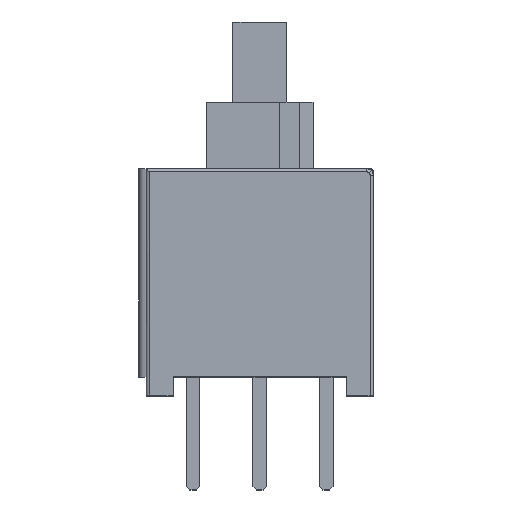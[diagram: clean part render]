
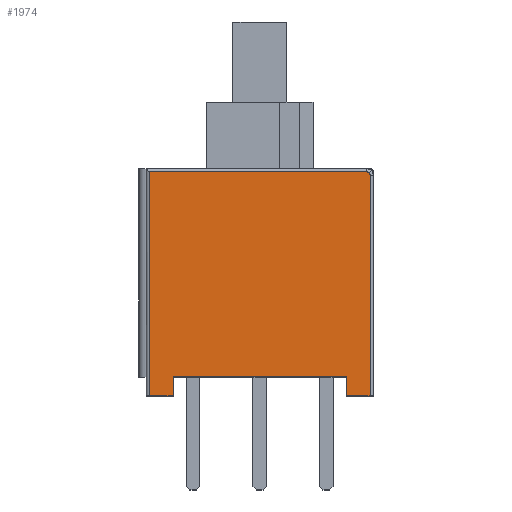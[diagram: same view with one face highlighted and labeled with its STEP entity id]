
A CAD part, top view. The second image highlights one B-rep face of the part: STEP entity #1974.
In plain terms, the highlighted planar face has unit normal (0, 0, 1).
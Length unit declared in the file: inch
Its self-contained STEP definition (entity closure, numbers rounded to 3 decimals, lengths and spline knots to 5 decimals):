
#182=PLANE('',#2111);
#213=LINE('',#2891,#451);
#217=LINE('',#2943,#455);
#219=LINE('',#2949,#457);
#228=LINE('',#2968,#466);
#399=LINE('',#3320,#637);
#404=LINE('',#3330,#642);
#417=LINE('',#3355,#655);
#420=LINE('',#3360,#658);
#451=VECTOR('',#2180,0.3937);
#455=VECTOR('',#2200,0.3937);
#457=VECTOR('',#2206,0.3937);
#466=VECTOR('',#2221,0.3937);
#637=VECTOR('',#2538,0.3937);
#642=VECTOR('',#2545,0.3937);
#655=VECTOR('',#2570,0.3937);
#658=VECTOR('',#2577,0.3937);
#765=FACE_OUTER_BOUND('',#873,.T.);
#873=EDGE_LOOP('',(#1859,#1860,#1861,#1862,#1863,#1864,#1865,#1866,#1867,
#1868));
#882=CIRCLE('',#2005,0.005);
#889=CIRCLE('',#2017,0.005);
#909=VERTEX_POINT('',#2811);
#910=VERTEX_POINT('',#2818);
#941=VERTEX_POINT('',#2888);
#942=VERTEX_POINT('',#2890);
#943=VERTEX_POINT('',#2929);
#947=VERTEX_POINT('',#2945);
#955=VERTEX_POINT('',#2967);
#1063=VERTEX_POINT('',#3319);
#1065=VERTEX_POINT('',#3324);
#1067=VERTEX_POINT('',#3328);
#1088=EDGE_CURVE('',#909,#910,#882,.T.);
#1124=EDGE_CURVE('',#941,#942,#213,.T.);
#1127=EDGE_CURVE('',#943,#909,#889,.T.);
#1133=EDGE_CURVE('',#942,#943,#217,.T.);
#1136=EDGE_CURVE('',#910,#947,#219,.T.);
#1145=EDGE_CURVE('',#955,#947,#228,.T.);
#1317=EDGE_CURVE('',#1063,#955,#399,.T.);
#1322=EDGE_CURVE('',#1065,#1067,#404,.T.);
#1335=EDGE_CURVE('',#1067,#1063,#417,.T.);
#1338=EDGE_CURVE('',#941,#1065,#420,.T.);
#1859=ORIENTED_EDGE('',*,*,#1124,.F.);
#1860=ORIENTED_EDGE('',*,*,#1338,.T.);
#1861=ORIENTED_EDGE('',*,*,#1322,.T.);
#1862=ORIENTED_EDGE('',*,*,#1335,.T.);
#1863=ORIENTED_EDGE('',*,*,#1317,.T.);
#1864=ORIENTED_EDGE('',*,*,#1145,.T.);
#1865=ORIENTED_EDGE('',*,*,#1136,.F.);
#1866=ORIENTED_EDGE('',*,*,#1088,.F.);
#1867=ORIENTED_EDGE('',*,*,#1127,.F.);
#1868=ORIENTED_EDGE('',*,*,#1133,.F.);
#1974=ADVANCED_FACE('',(#765),#182,.T.);
#2005=AXIS2_PLACEMENT_3D('',#2819,#2130,#2131);
#2017=AXIS2_PLACEMENT_3D('',#2931,#2185,#2186);
#2111=AXIS2_PLACEMENT_3D('',#3362,#2580,#2581);
#2130=DIRECTION('center_axis',(0.,0.,-1.));
#2131=DIRECTION('ref_axis',(0.707,0.707,0.));
#2180=DIRECTION('',(0.,1.,0.));
#2185=DIRECTION('center_axis',(0.,0.,-1.));
#2186=DIRECTION('ref_axis',(0.707,0.707,0.));
#2200=DIRECTION('',(1.,0.,0.));
#2206=DIRECTION('',(0.,-1.,0.));
#2221=DIRECTION('',(1.,0.,0.));
#2538=DIRECTION('',(0.,-1.,0.));
#2545=DIRECTION('',(0.,1.,0.));
#2570=DIRECTION('',(1.,0.,0.));
#2577=DIRECTION('',(1.,0.,0.));
#2580=DIRECTION('center_axis',(0.,0.,1.));
#2581=DIRECTION('ref_axis',(1.,0.,0.));
#2811=CARTESIAN_POINT('',(0.16104,0.16104,0.1675));
#2818=CARTESIAN_POINT('',(0.1625,0.1575,0.1675));
#2819=CARTESIAN_POINT('Origin',(0.1575,0.1575,0.1675));
#2888=CARTESIAN_POINT('',(-0.1625,-0.1675,0.1675));
#2890=CARTESIAN_POINT('',(-0.1625,0.1625,0.1675));
#2891=CARTESIAN_POINT('',(-0.1625,0.08375,0.1675));
#2929=CARTESIAN_POINT('',(0.1575,0.1625,0.1675));
#2931=CARTESIAN_POINT('Origin',(0.1575,0.1575,0.1675));
#2943=CARTESIAN_POINT('',(0.08375,0.1625,0.1675));
#2945=CARTESIAN_POINT('',(0.1625,-0.1675,0.1675));
#2949=CARTESIAN_POINT('',(0.1625,-0.08375,0.1675));
#2967=CARTESIAN_POINT('',(0.1275,-0.1675,0.1675));
#2968=CARTESIAN_POINT('',(-0.1675,-0.1675,0.1675));
#3319=CARTESIAN_POINT('',(0.1275,-0.1395,0.1675));
#3320=CARTESIAN_POINT('',(0.1275,-0.08375,0.1675));
#3324=CARTESIAN_POINT('',(-0.1275,-0.1675,0.1675));
#3328=CARTESIAN_POINT('',(-0.1275,-0.1395,0.1675));
#3330=CARTESIAN_POINT('',(-0.1275,-0.08375,0.1675));
#3355=CARTESIAN_POINT('',(0.,-0.1395,0.1675));
#3360=CARTESIAN_POINT('',(-0.1675,-0.1675,0.1675));
#3362=CARTESIAN_POINT('Origin',(0.,0.,0.1675));
